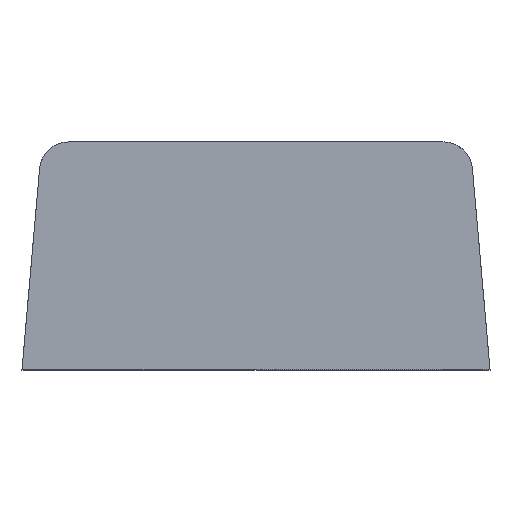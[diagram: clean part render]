
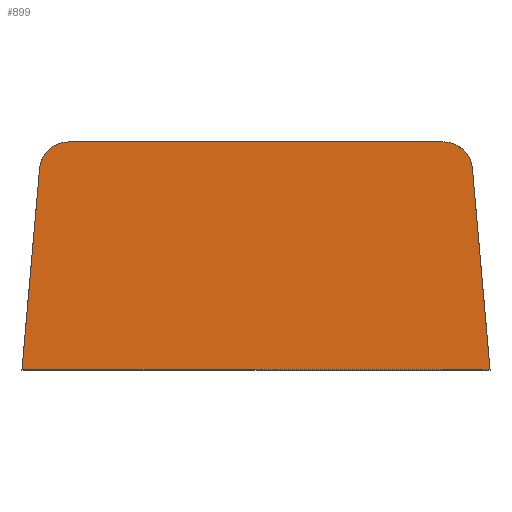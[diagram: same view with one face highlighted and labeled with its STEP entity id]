
A CAD part, top view. The second image highlights one B-rep face of the part: STEP entity #899.
In plain terms, the highlighted free-form (B-spline) face has degree [1, 1] with [2, 2] control points.
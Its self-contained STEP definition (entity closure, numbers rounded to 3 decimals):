
#664 = VERTEX_POINT('',#665);
#665 = CARTESIAN_POINT('',(0.,0.,103.903));
#670 = EDGE_CURVE('',#671,#664,#673,.T.);
#671 = VERTEX_POINT('',#672);
#672 = CARTESIAN_POINT('',(3.115,35.602,
    103.903));
#673 = B_SPLINE_CURVE_WITH_KNOTS('',1,(#674,#675),.UNSPECIFIED.,.F.,.F.,
  (2,2),(-34.334,-0.),.PIECEWISE_BEZIER_KNOTS.);
#674 = CARTESIAN_POINT('',(3.115,35.602,
    103.903));
#675 = CARTESIAN_POINT('',(0.,0.,103.903));
#763 = VERTEX_POINT('',#764);
#764 = CARTESIAN_POINT('',(83.281,0.,103.903));
#769 = EDGE_CURVE('',#664,#763,#770,.T.);
#770 = B_SPLINE_CURVE_WITH_KNOTS('',1,(#771,#772),.UNSPECIFIED.,.F.,.F.,
  (2,2),(0.,80.01),.PIECEWISE_BEZIER_KNOTS.);
#771 = CARTESIAN_POINT('',(0.,0.,103.903));
#772 = CARTESIAN_POINT('',(83.281,0.,103.903));
#820 = VERTEX_POINT('',#821);
#821 = CARTESIAN_POINT('',(80.166,35.602,
    103.903));
#826 = EDGE_CURVE('',#763,#820,#827,.T.);
#827 = B_SPLINE_CURVE_WITH_KNOTS('',1,(#828,#829),.UNSPECIFIED.,.F.,.F.,
  (2,2),(0.,34.334),.PIECEWISE_BEZIER_KNOTS.);
#828 = CARTESIAN_POINT('',(83.281,0.,103.903));
#829 = CARTESIAN_POINT('',(80.166,35.602,
    103.903));
#847 = EDGE_CURVE('',#848,#850,#852,.T.);
#848 = VERTEX_POINT('',#849);
#849 = CARTESIAN_POINT('',(74.899,40.429,
    103.903));
#850 = VERTEX_POINT('',#851);
#851 = CARTESIAN_POINT('',(8.382,40.429,103.903
    ));
#852 = B_SPLINE_CURVE_WITH_KNOTS('',1,(#853,#854),.UNSPECIFIED.,.F.,.F.,
  (2,2),(-68.559,-4.655),.PIECEWISE_BEZIER_KNOTS.);
#853 = CARTESIAN_POINT('',(74.899,40.429,
    103.903));
#854 = CARTESIAN_POINT('',(8.382,40.429,103.903
    ));
#899 = ADVANCED_FACE('',(#900),#918,.F.);
#900 = FACE_BOUND('',#901,.T.);
#901 = EDGE_LOOP('',(#902,#903,#909,#910,#916,#917));
#902 = ORIENTED_EDGE('',*,*,#826,.T.);
#903 = ORIENTED_EDGE('',*,*,#904,.T.);
#904 = EDGE_CURVE('',#820,#848,#905,.T.);
#905 = ( BOUNDED_CURVE() B_SPLINE_CURVE(2,(#906,#907,#908),
.UNSPECIFIED.,.F.,.F.) B_SPLINE_CURVE_WITH_KNOTS((3,3),(3.229,
4.712),.PIECEWISE_BEZIER_KNOTS.) CURVE() 
GEOMETRIC_REPRESENTATION_ITEM() RATIONAL_B_SPLINE_CURVE((1.,
0.737,1.)) REPRESENTATION_ITEM('') );
#906 = CARTESIAN_POINT('',(80.166,35.602,
    103.903));
#907 = CARTESIAN_POINT('',(79.744,40.429,
    103.903));
#908 = CARTESIAN_POINT('',(74.899,40.429,
    103.903));
#909 = ORIENTED_EDGE('',*,*,#847,.T.);
#910 = ORIENTED_EDGE('',*,*,#911,.T.);
#911 = EDGE_CURVE('',#850,#671,#912,.T.);
#912 = ( BOUNDED_CURVE() B_SPLINE_CURVE(2,(#913,#914,#915),
.UNSPECIFIED.,.F.,.F.) B_SPLINE_CURVE_WITH_KNOTS((3,3),(4.712,
6.196),.PIECEWISE_BEZIER_KNOTS.) CURVE() 
GEOMETRIC_REPRESENTATION_ITEM() RATIONAL_B_SPLINE_CURVE((1.,
0.737,1.)) REPRESENTATION_ITEM('') );
#913 = CARTESIAN_POINT('',(8.382,40.429,103.903
    ));
#914 = CARTESIAN_POINT('',(3.537,40.429,
    103.903));
#915 = CARTESIAN_POINT('',(3.115,35.602,
    103.903));
#916 = ORIENTED_EDGE('',*,*,#670,.T.);
#917 = ORIENTED_EDGE('',*,*,#769,.T.);
#918 = B_SPLINE_SURFACE_WITH_KNOTS('',1,1,(
    (#919,#920)
    ,(#921,#922
    )),.UNSPECIFIED.,.F.,.F.,.F.,(2,2),(2,2),(-80.01,0.),(0.,
    38.841),.PIECEWISE_BEZIER_KNOTS.);
#919 = CARTESIAN_POINT('',(83.281,0.,103.903));
#920 = CARTESIAN_POINT('',(83.281,40.429,103.903
    ));
#921 = CARTESIAN_POINT('',(0.,0.,103.903));
#922 = CARTESIAN_POINT('',(0.,40.429,103.903));
